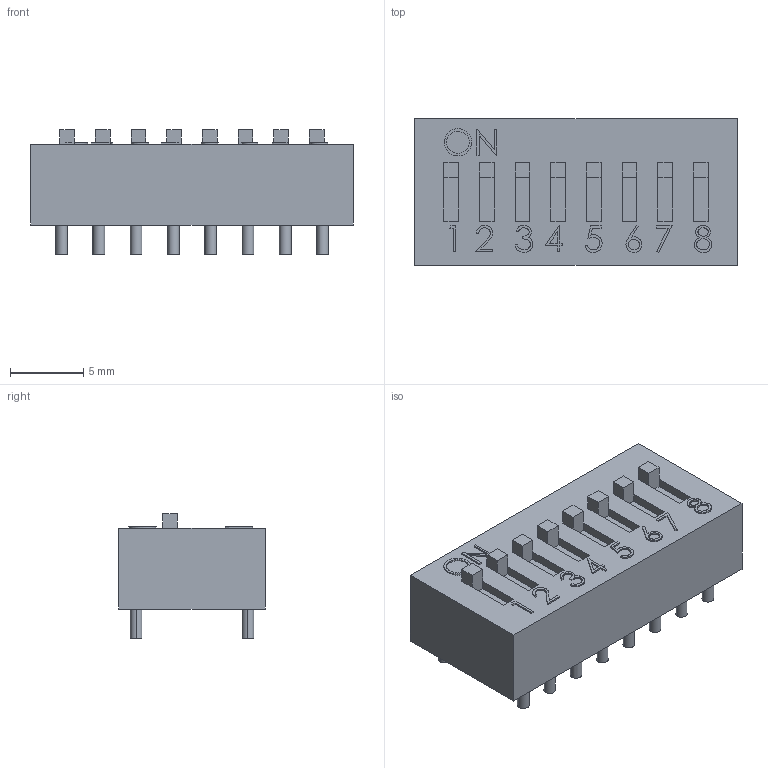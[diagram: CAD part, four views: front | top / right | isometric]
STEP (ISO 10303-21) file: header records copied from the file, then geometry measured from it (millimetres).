
FILE_DESCRIPTION (( 'STEP AP214' ), '1' );
FILE_NAME ('匿鎢羲壽_8弇眻褐.STEP', '2016-09-06T06:39:16', ( '' ), ( '' ), 'SwSTEP 2.0', 'SolidWorks 2016', '' );
FILE_SCHEMA (( 'AUTOMOTIVE_DESIGN' ));
Length unit declared in the file: millimetre
Products named in the file (1): 匿鎢羲壽_8弇眻褐
Bounding box: 22 x 10 x 8.5 mm (x, y, z)
Volume: 1220.4 mm3; surface area: 951 mm2
Topology: 1 solids, 1 shells, 256 faces, 629 edges, 414 vertices
Faces by surface type: plane 162, bspline 62, cylinder 32
Entity records: 11964 total; most frequent: CARTESIAN_POINT 5322, ORIENTED_EDGE 1258, DIRECTION 959, EDGE_CURVE 629, VECTOR 441, LINE 441, VERTEX_POINT 414, EDGE_LOOP 295
